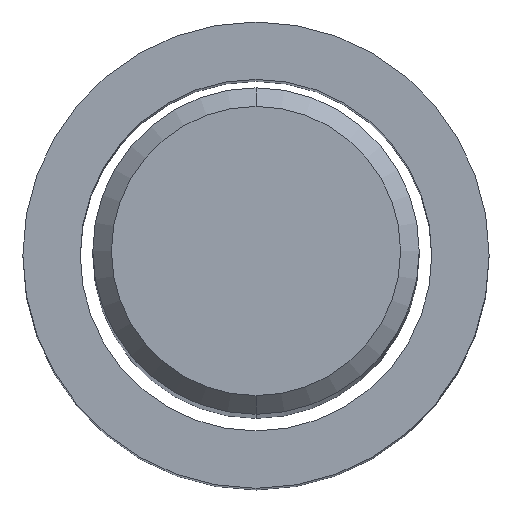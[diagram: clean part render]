
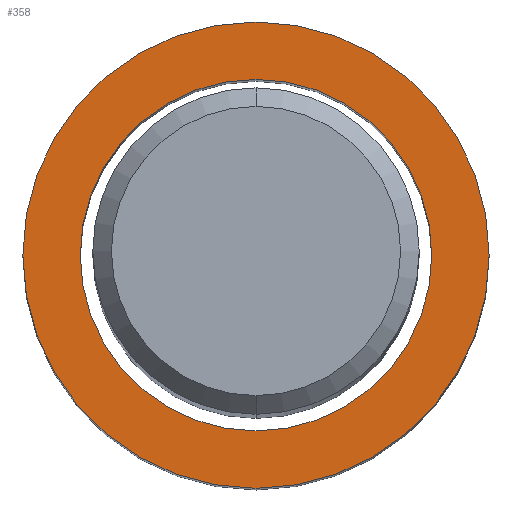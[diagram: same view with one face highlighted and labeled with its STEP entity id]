
A CAD part, top view. The second image highlights one B-rep face of the part: STEP entity #358.
In plain terms, the highlighted planar face has unit normal (0, 0, 1).
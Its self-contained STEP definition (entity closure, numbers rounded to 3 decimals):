
#176=EDGE_CURVE('',#352,#298,#473,.T.);
#212=EDGE_CURVE('',#298,#352,#512,.T.);
#228=VERTEX_POINT('',#528);
#298=VERTEX_POINT('',#609);
#316=VERTEX_POINT('',#627);
#352=VERTEX_POINT('',#666);
#358=ADVANCED_FACE('',(#672,#673),#674,.T.);
#392=EDGE_CURVE('',#228,#316,#711,.T.);
#428=EDGE_CURVE('',#316,#228,#750,.T.);
#473=CIRCLE('',#792,3.769);
#512=CIRCLE('',#891,3.769);
#528=CARTESIAN_POINT('',(0.0,5.0,-51.0));
#609=CARTESIAN_POINT('',(0.0,3.769,-51.0));
#627=CARTESIAN_POINT('',(0.,-5.0,-51.0));
#666=CARTESIAN_POINT('',(0.,-3.769,-51.0));
#672=FACE_OUTER_BOUND('',#1198,.T.);
#673=FACE_BOUND('',#1199,.T.);
#674=PLANE('',#1200);
#711=CIRCLE('',#1271,5.0);
#750=CIRCLE('',#1373,5.0);
#792=AXIS2_PLACEMENT_3D('',#1404,#1405,#1406);
#891=AXIS2_PLACEMENT_3D('',#1447,#1448,#1449);
#1198=EDGE_LOOP('',(#1627,#1628));
#1199=EDGE_LOOP('',(#1629,#1630));
#1200=AXIS2_PLACEMENT_3D('',#1631,#1632,#1633);
#1271=AXIS2_PLACEMENT_3D('',#1665,#1666,#1667);
#1373=AXIS2_PLACEMENT_3D('',#1704,#1705,#1706);
#1404=CARTESIAN_POINT('',(0.0,0.0,-51.0));
#1405=DIRECTION('',(0.0,0.0,-1.0));
#1406=DIRECTION('',(0.0,1.0,0.0));
#1447=CARTESIAN_POINT('',(0.0,0.0,-51.0));
#1448=DIRECTION('',(0.0,0.0,-1.0));
#1449=DIRECTION('',(0.0,1.0,0.0));
#1627=ORIENTED_EDGE('',*,*,#392,.F.);
#1628=ORIENTED_EDGE('',*,*,#428,.F.);
#1629=ORIENTED_EDGE('',*,*,#212,.T.);
#1630=ORIENTED_EDGE('',*,*,#176,.T.);
#1631=CARTESIAN_POINT('',(0.0,4.385,-51.0));
#1632=DIRECTION('',(-0.0,0.0,1.0));
#1633=DIRECTION('',(0.0,-1.0,0.0));
#1665=CARTESIAN_POINT('',(0.0,0.0,-51.0));
#1666=DIRECTION('',(0.0,0.0,-1.0));
#1667=DIRECTION('',(0.0,1.0,0.0));
#1704=CARTESIAN_POINT('',(0.0,0.0,-51.0));
#1705=DIRECTION('',(0.0,0.0,-1.0));
#1706=DIRECTION('',(0.0,1.0,0.0));
